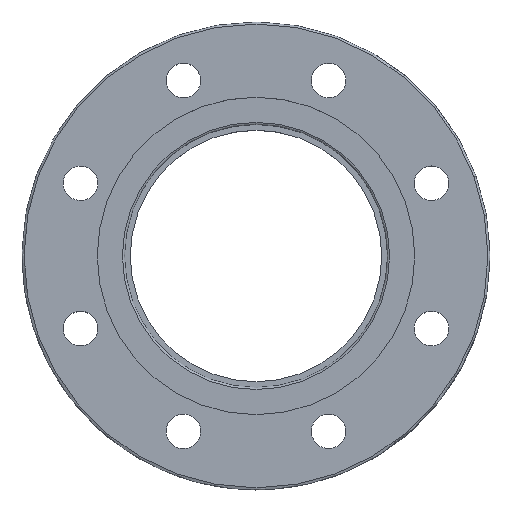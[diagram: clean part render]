
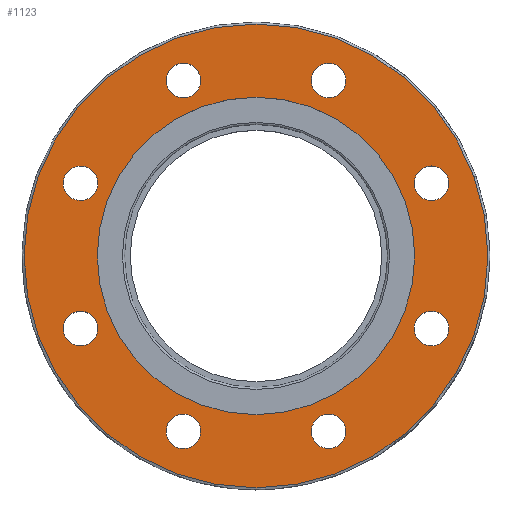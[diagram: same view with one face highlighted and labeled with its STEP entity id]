
A CAD part, top view. The second image highlights one B-rep face of the part: STEP entity #1123.
In plain terms, the highlighted planar face has unit normal (0, 0, 1).
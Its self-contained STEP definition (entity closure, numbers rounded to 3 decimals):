
#667=CARTESIAN_POINT('',(20.592,39.575,17.5));
#668=VERTEX_POINT('',#667);
#669=CARTESIAN_POINT('',(17.623,42.545,17.5));
#670=DIRECTION('',(0.0,0.0,-1.0));
#671=DIRECTION('',(0.707,-0.707,0.0));
#672=AXIS2_PLACEMENT_3D('',#669,#670,#671);
#673=CIRCLE('',#672,4.2);
#674=EDGE_CURVE('',#668,#668,#673,.T.);
#708=CARTESIAN_POINT('',(42.545,13.423,17.5));
#709=VERTEX_POINT('',#708);
#710=CARTESIAN_POINT('',(42.545,17.623,17.5));
#711=DIRECTION('',(0.0,0.0,-1.0));
#712=DIRECTION('',(0.0,-1.0,0.0));
#713=AXIS2_PLACEMENT_3D('',#710,#711,#712);
#714=CIRCLE('',#713,4.2);
#715=EDGE_CURVE('',#709,#709,#714,.T.);
#749=CARTESIAN_POINT('',(39.575,-20.592,17.5));
#750=VERTEX_POINT('',#749);
#751=CARTESIAN_POINT('',(42.545,-17.623,17.5));
#752=DIRECTION('',(0.0,0.0,-1.0));
#753=DIRECTION('',(-0.707,-0.707,0.0));
#754=AXIS2_PLACEMENT_3D('',#751,#752,#753);
#755=CIRCLE('',#754,4.2);
#756=EDGE_CURVE('',#750,#750,#755,.T.);
#790=CARTESIAN_POINT('',(13.423,-42.545,17.5));
#791=VERTEX_POINT('',#790);
#792=CARTESIAN_POINT('',(17.623,-42.545,17.5));
#793=DIRECTION('',(0.0,0.0,-1.0));
#794=DIRECTION('',(-1.0,0.0,0.0));
#795=AXIS2_PLACEMENT_3D('',#792,#793,#794);
#796=CIRCLE('',#795,4.2);
#797=EDGE_CURVE('',#791,#791,#796,.T.);
#831=CARTESIAN_POINT('',(-20.592,-39.575,17.5));
#832=VERTEX_POINT('',#831);
#833=CARTESIAN_POINT('',(-17.623,-42.545,17.5));
#834=DIRECTION('',(0.0,0.0,-1.0));
#835=DIRECTION('',(-0.707,0.707,0.0));
#836=AXIS2_PLACEMENT_3D('',#833,#834,#835);
#837=CIRCLE('',#836,4.2);
#838=EDGE_CURVE('',#832,#832,#837,.T.);
#872=CARTESIAN_POINT('',(-42.545,-13.423,17.5));
#873=VERTEX_POINT('',#872);
#874=CARTESIAN_POINT('',(-42.545,-17.623,17.5));
#875=DIRECTION('',(0.0,0.0,-1.0));
#876=DIRECTION('',(0.0,1.0,0.0));
#877=AXIS2_PLACEMENT_3D('',#874,#875,#876);
#878=CIRCLE('',#877,4.2);
#879=EDGE_CURVE('',#873,#873,#878,.T.);
#913=CARTESIAN_POINT('',(-39.575,20.592,17.5));
#914=VERTEX_POINT('',#913);
#915=CARTESIAN_POINT('',(-42.545,17.623,17.5));
#916=DIRECTION('',(0.0,0.0,-1.0));
#917=DIRECTION('',(0.707,0.707,0.0));
#918=AXIS2_PLACEMENT_3D('',#915,#916,#917);
#919=CIRCLE('',#918,4.2);
#920=EDGE_CURVE('',#914,#914,#919,.T.);
#954=CARTESIAN_POINT('',(-13.423,42.545,17.5));
#955=VERTEX_POINT('',#954);
#956=CARTESIAN_POINT('',(-17.623,42.545,17.5));
#957=DIRECTION('',(0.0,0.0,-1.0));
#958=DIRECTION('',(1.0,0.0,0.0));
#959=AXIS2_PLACEMENT_3D('',#956,#957,#958);
#960=CIRCLE('',#959,4.2);
#961=EDGE_CURVE('',#955,#955,#960,.T.);
#1053=CARTESIAN_POINT('',(38.5,0.,17.5));
#1054=VERTEX_POINT('',#1053);
#1055=CARTESIAN_POINT('',(0.0,0.0,17.5));
#1056=DIRECTION('',(0.0,0.0,-1.0));
#1057=DIRECTION('',(-1.0,0.0,0.0));
#1058=AXIS2_PLACEMENT_3D('',#1055,#1056,#1057);
#1059=CIRCLE('',#1058,38.5);
#1060=EDGE_CURVE('',#1054,#1054,#1059,.T.);
#1073=CARTESIAN_POINT('',(56.25,0.,17.5));
#1074=VERTEX_POINT('',#1073);
#1075=CARTESIAN_POINT('',(0.0,0.0,17.5));
#1076=DIRECTION('',(0.0,0.0,-1.0));
#1077=DIRECTION('',(-1.0,0.0,0.0));
#1078=AXIS2_PLACEMENT_3D('',#1075,#1076,#1077);
#1079=CIRCLE('',#1078,56.25);
#1080=EDGE_CURVE('',#1074,#1074,#1079,.T.);
#1088=CARTESIAN_POINT('',(0.0,0.0,17.5));
#1089=DIRECTION('',(0.0,0.0,-1.0));
#1090=DIRECTION('',(-1.0,0.0,0.0));
#1091=AXIS2_PLACEMENT_3D('',#1088,#1089,#1090);
#1092=PLANE('',#1091);
#1093=ORIENTED_EDGE('',*,*,#1080,.F.);
#1094=EDGE_LOOP('',(#1093));
#1095=FACE_OUTER_BOUND('',#1094,.T.);
#1096=ORIENTED_EDGE('',*,*,#674,.T.);
#1097=EDGE_LOOP('',(#1096));
#1098=FACE_BOUND('',#1097,.T.);
#1099=ORIENTED_EDGE('',*,*,#715,.T.);
#1100=EDGE_LOOP('',(#1099));
#1101=FACE_BOUND('',#1100,.T.);
#1102=ORIENTED_EDGE('',*,*,#756,.T.);
#1103=EDGE_LOOP('',(#1102));
#1104=FACE_BOUND('',#1103,.T.);
#1105=ORIENTED_EDGE('',*,*,#797,.T.);
#1106=EDGE_LOOP('',(#1105));
#1107=FACE_BOUND('',#1106,.T.);
#1108=ORIENTED_EDGE('',*,*,#838,.T.);
#1109=EDGE_LOOP('',(#1108));
#1110=FACE_BOUND('',#1109,.T.);
#1111=ORIENTED_EDGE('',*,*,#879,.T.);
#1112=EDGE_LOOP('',(#1111));
#1113=FACE_BOUND('',#1112,.T.);
#1114=ORIENTED_EDGE('',*,*,#920,.T.);
#1115=EDGE_LOOP('',(#1114));
#1116=FACE_BOUND('',#1115,.T.);
#1117=ORIENTED_EDGE('',*,*,#961,.T.);
#1118=EDGE_LOOP('',(#1117));
#1119=FACE_BOUND('',#1118,.T.);
#1120=ORIENTED_EDGE('',*,*,#1060,.T.);
#1121=EDGE_LOOP('',(#1120));
#1122=FACE_BOUND('',#1121,.T.);
#1123=ADVANCED_FACE('',(#1095,#1098,#1101,#1104,#1107,#1110,#1113,#1116,#1119,#1122),#1092,.F.);
